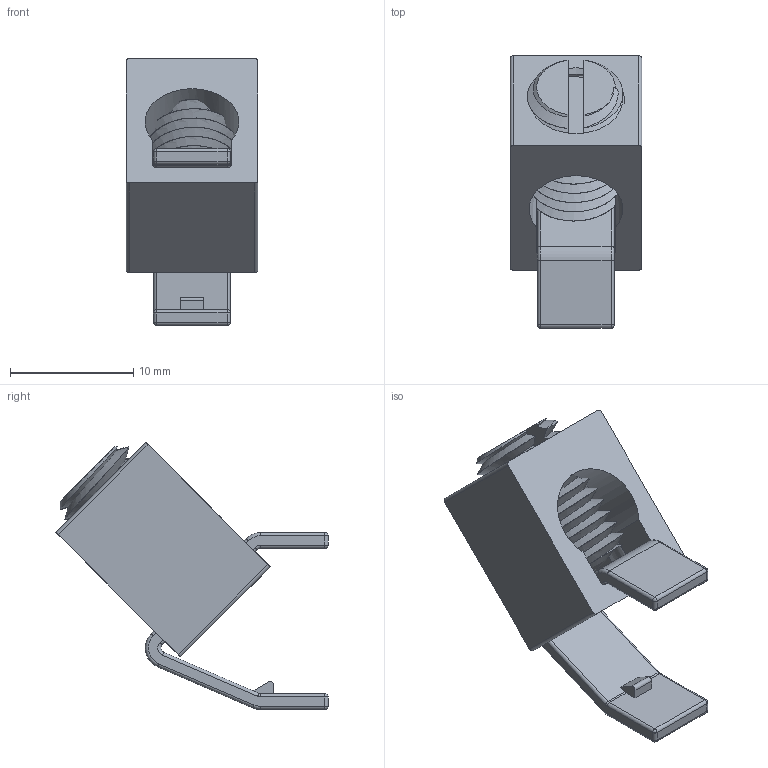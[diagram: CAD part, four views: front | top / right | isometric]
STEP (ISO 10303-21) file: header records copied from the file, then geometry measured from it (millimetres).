
FILE_DESCRIPTION(/* description */ (''),/* implementation_level */ '2;1');
FILE_NAME(/* name */ 'B2A9-PCB-45-175.stp',/* time_stamp */ '2017-11-15T10:53:36-05:00',/* author */ ('tsmith'),/* organization */ (''),/* preprocessor_version */ 'ST-DEVELOPER v16.5',/* originating_system */ 'Autodesk Inventor 2017',/* authorisation */ '');
FILE_SCHEMA (('AUTOMOTIVE_DESIGN { 1 0 10303 214 3 1 1 }'));
Length unit declared in the file: inch
Products named in the file (4): B2A9-PCB-45-175; B2A; 10850S PART1; 14257-45-165
Assembly tree (3 placements, depth 2):
  B2A9-PCB-45-175
    B2A
    10850S PART1
    14257-45-165
Bounding box: 10.69 x 22.08 x 21.66 mm (x, y, z)
Volume: 1545.6 mm3; surface area: 2125.6 mm2
Topology: 3 solids, 3 shells, 121 faces, 303 edges, 180 vertices
Faces by surface type: cylinder 46, plane 38, torus 12, bspline 9, sphere 9, cone 7
Full cylindrical faces by diameter (mm): 6.782 x1
Entity records: 4805 total; most frequent: CARTESIAN_POINT 1896, DIRECTION 595, ORIENTED_EDGE 578, EDGE_CURVE 289, AXIS2_PLACEMENT_3D 228, VERTEX_POINT 178, LINE 139, VECTOR 139
